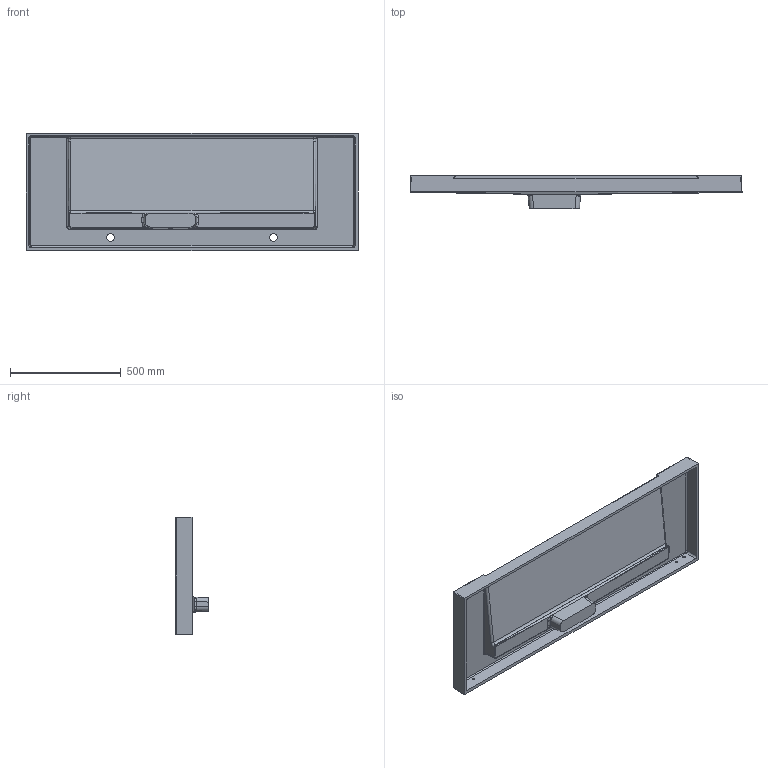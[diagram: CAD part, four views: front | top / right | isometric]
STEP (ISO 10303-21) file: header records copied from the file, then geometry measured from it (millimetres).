
FILE_DESCRIPTION (( 'STEP AP214' ), '1' );
FILE_NAME ('Olmos 1500.STEP', '2023-07-07T09:09:10', ( 'User Windows' ), ( '' ), 'SwSTEP 2.0', 'SolidWorks 2020', '' );
FILE_SCHEMA (( 'AUTOMOTIVE_DESIGN' ));
Length unit declared in the file: millimetre
Products named in the file (1): Olmos 1500
Bounding box: 1501 x 150 x 533 mm (x, y, z)
Volume: 14478849.4 mm3; surface area: 2508127.3 mm2
Topology: 2 solids, 2 shells, 230 faces, 564 edges, 328 vertices
Faces by surface type: bspline 92, cylinder 87, plane 47, sphere 4
Full cylindrical faces by diameter (mm): 10 x4, 35 x2, 45 x2
Entity records: 10241 total; most frequent: CARTESIAN_POINT 5775, ORIENTED_EDGE 1084, DIRECTION 716, EDGE_CURVE 542, VERTEX_POINT 326, AXIS2_PLACEMENT_3D 268, EDGE_LOOP 254, FACE_OUTER_BOUND 238
